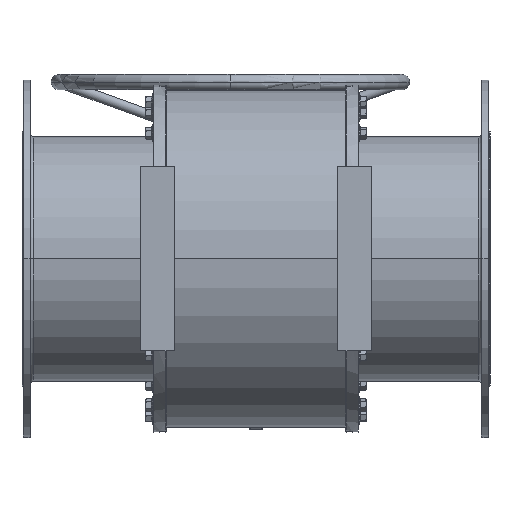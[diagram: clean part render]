
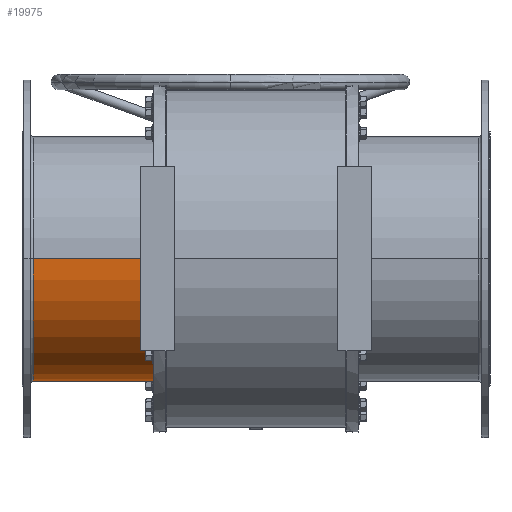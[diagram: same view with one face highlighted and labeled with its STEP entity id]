
A CAD part, front view. The second image highlights one B-rep face of the part: STEP entity #19975.
In plain terms, the highlighted cylindrical face has radius 239 mm (diameter 478 mm), a partial arc.
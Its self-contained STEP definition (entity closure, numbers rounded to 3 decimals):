
#2535 = EDGE_CURVE ( 'NONE', #2951, #5833, #22045, .T. ) ;
#2951 = VERTEX_POINT ( 'NONE', #4294 ) ;
#4294 = CARTESIAN_POINT ( 'NONE',  ( -200., 239., 0. ) ) ;
#5292 = FACE_OUTER_BOUND ( 'NONE', #27368, .T. ) ;
#5469 = AXIS2_PLACEMENT_3D ( 'NONE', #25274, #6278, #21097 ) ;
#5775 = CARTESIAN_POINT ( 'NONE',  ( -200., -239., 0. ) ) ;
#5833 = VERTEX_POINT ( 'NONE', #23235 ) ;
#6278 = DIRECTION ( 'NONE',  ( 1., 0., 0. ) ) ;
#6802 = VECTOR ( 'NONE', #20825, 1000. ) ;
#7139 = ORIENTED_EDGE ( 'NONE', *, *, #2535, .F. ) ;
#7510 = CARTESIAN_POINT ( 'NONE',  ( -200., 0., 0. ) ) ;
#9478 = ORIENTED_EDGE ( 'NONE', *, *, #22114, .T. ) ;
#13078 = CYLINDRICAL_SURFACE ( 'NONE', #16597, 239. ) ;
#14312 = LINE ( 'NONE', #24733, #6802 ) ;
#14905 = VERTEX_POINT ( 'NONE', #20234 ) ;
#15008 = ORIENTED_EDGE ( 'NONE', *, *, #18906, .T. ) ;
#15195 = CIRCLE ( 'NONE', #21893, 239. ) ;
#15952 = DIRECTION ( 'NONE',  ( 0., 0., 1. ) ) ;
#16073 = DIRECTION ( 'NONE',  ( 0., -1., 0. ) ) ;
#16075 = CIRCLE ( 'NONE', #5469, 239. ) ;
#16597 = AXIS2_PLACEMENT_3D ( 'NONE', #17745, #24708, #16073 ) ;
#17745 = CARTESIAN_POINT ( 'NONE',  ( -457., 0., 0. ) ) ;
#18825 = EDGE_CURVE ( 'NONE', #19677, #14905, #14312, .T. ) ;
#18906 = EDGE_CURVE ( 'NONE', #14905, #5833, #16075, .T. ) ;
#19677 = VERTEX_POINT ( 'NONE', #5775 ) ;
#19975 = ADVANCED_FACE ( 'NONE', ( #5292 ), #13078, .T. ) ;
#20234 = CARTESIAN_POINT ( 'NONE',  ( -435., -239., 0. ) ) ;
#20360 = DIRECTION ( 'NONE',  ( -1., 0., 0. ) ) ;
#20825 = DIRECTION ( 'NONE',  ( -1., 0., 0. ) ) ;
#21097 = DIRECTION ( 'NONE',  ( 0., -1., 0. ) ) ;
#21893 = AXIS2_PLACEMENT_3D ( 'NONE', #7510, #24448, #15952 ) ;
#21897 = CARTESIAN_POINT ( 'NONE',  ( -457., 239., 0. ) ) ;
#22045 = LINE ( 'NONE', #21897, #22289 ) ;
#22114 = EDGE_CURVE ( 'NONE', #2951, #19677, #15195, .T. ) ;
#22289 = VECTOR ( 'NONE', #20360, 1000. ) ;
#23235 = CARTESIAN_POINT ( 'NONE',  ( -435., 239., 0. ) ) ;
#24448 = DIRECTION ( 'NONE',  ( -1., 0., 0. ) ) ;
#24708 = DIRECTION ( 'NONE',  ( -1., 0., 0. ) ) ;
#24733 = CARTESIAN_POINT ( 'NONE',  ( -457., -239., 0. ) ) ;
#25274 = CARTESIAN_POINT ( 'NONE',  ( -435., 0., 0. ) ) ;
#26095 = ORIENTED_EDGE ( 'NONE', *, *, #18825, .T. ) ;
#27368 = EDGE_LOOP ( 'NONE', ( #7139, #9478, #26095, #15008 ) ) ;
